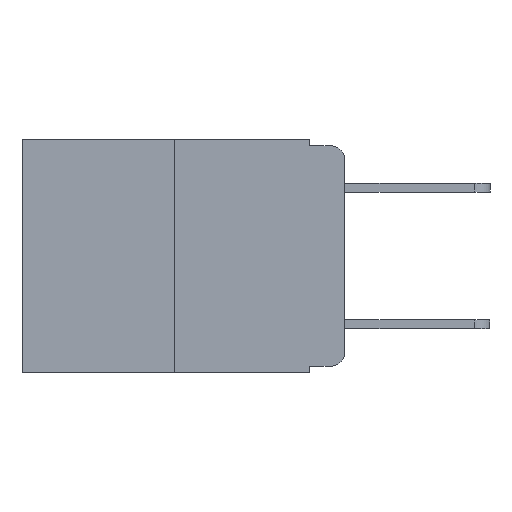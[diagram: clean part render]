
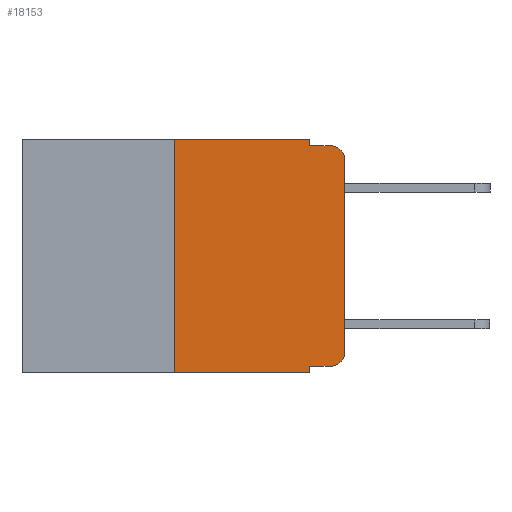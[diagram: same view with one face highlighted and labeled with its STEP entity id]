
A CAD part, left-side view. The second image highlights one B-rep face of the part: STEP entity #18153.
In plain terms, the highlighted planar face has unit normal (-1, 0, 0).
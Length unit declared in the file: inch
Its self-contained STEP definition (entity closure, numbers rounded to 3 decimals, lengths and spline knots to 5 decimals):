
#112 = ORIENTED_EDGE ( 'NONE', *, *, #6147, .F. ) ;
#368 = LINE ( 'NONE', #2866, #4435 ) ;
#518 = DIRECTION ( 'NONE',  ( 0., 0., -1. ) ) ;
#539 = ORIENTED_EDGE ( 'NONE', *, *, #5221, .F. ) ;
#563 = ORIENTED_EDGE ( 'NONE', *, *, #6150, .F. ) ;
#926 = CIRCLE ( 'NONE', #17488, 0.02 ) ;
#1272 = CARTESIAN_POINT ( 'NONE',  ( 0., 0.051, 0. ) ) ;
#1363 = ORIENTED_EDGE ( 'NONE', *, *, #5799, .T. ) ;
#1610 = CARTESIAN_POINT ( 'NONE',  ( 0., 0., -0.03 ) ) ;
#1948 = ORIENTED_EDGE ( 'NONE', *, *, #6183, .F. ) ;
#1988 = ORIENTED_EDGE ( 'NONE', *, *, #6187, .T. ) ;
#2101 = VERTEX_POINT ( 'NONE', #19180 ) ;
#2167 = ORIENTED_EDGE ( 'NONE', *, *, #6212, .T. ) ;
#2464 = CARTESIAN_POINT ( 'NONE',  ( 0., 0.25, -0.343 ) ) ;
#2570 = VECTOR ( 'NONE', #14526, 39.37008 ) ;
#2718 = CARTESIAN_POINT ( 'NONE',  ( 0., 0., -0.313 ) ) ;
#2866 = CARTESIAN_POINT ( 'NONE',  ( 0., 0.051, -0.333 ) ) ;
#2916 = CARTESIAN_POINT ( 'NONE',  ( 0., 0.473, 0. ) ) ;
#2989 = VERTEX_POINT ( 'NONE', #19367 ) ;
#3094 = CIRCLE ( 'NONE', #15578, 0.02 ) ;
#3177 = AXIS2_PLACEMENT_3D ( 'NONE', #19502, #10795, #518 ) ;
#3333 = VERTEX_POINT ( 'NONE', #20126 ) ;
#4056 = VERTEX_POINT ( 'NONE', #15979 ) ;
#4122 = CARTESIAN_POINT ( 'NONE',  ( 0., 0.473, -0.343 ) ) ;
#4435 = VECTOR ( 'NONE', #12022, 39.37008 ) ;
#4591 = DIRECTION ( 'NONE',  ( 0., 0., -1. ) ) ;
#5221 = EDGE_CURVE ( 'NONE', #9243, #3333, #19528, .T. ) ;
#5529 = FACE_OUTER_BOUND ( 'NONE', #18508, .T. ) ;
#5799 = EDGE_CURVE ( 'NONE', #9426, #10372, #19295, .T. ) ;
#6017 = VERTEX_POINT ( 'NONE', #2718 ) ;
#6027 = VECTOR ( 'NONE', #11520, 39.37008 ) ;
#6092 = EDGE_CURVE ( 'NONE', #6017, #8244, #7665, .T. ) ;
#6099 = CARTESIAN_POINT ( 'NONE',  ( 0., 0.051, -0.01 ) ) ;
#6122 = EDGE_CURVE ( 'NONE', #8244, #2101, #3094, .T. ) ;
#6128 = EDGE_CURVE ( 'NONE', #2989, #2101, #8264, .T. ) ;
#6147 = EDGE_CURVE ( 'NONE', #3333, #2989, #15513, .T. ) ;
#6150 = EDGE_CURVE ( 'NONE', #9426, #9243, #18409, .T. ) ;
#6183 = EDGE_CURVE ( 'NONE', #4056, #10372, #9634, .T. ) ;
#6187 = EDGE_CURVE ( 'NONE', #4056, #6639, #368, .T. ) ;
#6212 = EDGE_CURVE ( 'NONE', #6639, #6017, #926, .T. ) ;
#6639 = VERTEX_POINT ( 'NONE', #17973 ) ;
#6761 = DIRECTION ( 'NONE',  ( 0., 0., 1. ) ) ;
#7456 = VECTOR ( 'NONE', #18302, 39.37008 ) ;
#7665 = LINE ( 'NONE', #17239, #19282 ) ;
#8244 = VERTEX_POINT ( 'NONE', #1610 ) ;
#8264 = LINE ( 'NONE', #6099, #2570 ) ;
#8671 = CARTESIAN_POINT ( 'NONE',  ( 0., 0.02, -0.313 ) ) ;
#8722 = DIRECTION ( 'NONE',  ( -1., 0., 0. ) ) ;
#8886 = CARTESIAN_POINT ( 'NONE',  ( 0., 0.02, -0.03 ) ) ;
#9233 = PLANE ( 'NONE',  #3177 ) ;
#9243 = VERTEX_POINT ( 'NONE', #13626 ) ;
#9426 = VERTEX_POINT ( 'NONE', #2464 ) ;
#9634 = LINE ( 'NONE', #10109, #13242 ) ;
#10109 = CARTESIAN_POINT ( 'NONE',  ( 0., 0.051, 0. ) ) ;
#10316 = DIRECTION ( 'NONE',  ( 0., 0., -1. ) ) ;
#10372 = VERTEX_POINT ( 'NONE', #12529 ) ;
#10795 = DIRECTION ( 'NONE',  ( 1., 0., 0. ) ) ;
#11520 = DIRECTION ( 'NONE',  ( 0., 0., -1. ) ) ;
#12022 = DIRECTION ( 'NONE',  ( 0., -1., 0. ) ) ;
#12529 = CARTESIAN_POINT ( 'NONE',  ( 0., 0.051, -0.343 ) ) ;
#13062 = CARTESIAN_POINT ( 'NONE',  ( 0., 0.25, 0. ) ) ;
#13109 = ORIENTED_EDGE ( 'NONE', *, *, #6092, .T. ) ;
#13242 = VECTOR ( 'NONE', #4591, 39.37008 ) ;
#13503 = ORIENTED_EDGE ( 'NONE', *, *, #6122, .T. ) ;
#13626 = CARTESIAN_POINT ( 'NONE',  ( 0., 0.25, 0. ) ) ;
#14523 = ORIENTED_EDGE ( 'NONE', *, *, #6128, .F. ) ;
#14526 = DIRECTION ( 'NONE',  ( 0., -1., 0. ) ) ;
#14696 = DIRECTION ( 'NONE',  ( 0., 0., 1. ) ) ;
#15513 = LINE ( 'NONE', #1272, #6027 ) ;
#15578 = AXIS2_PLACEMENT_3D ( 'NONE', #8886, #8722, #19136 ) ;
#15979 = CARTESIAN_POINT ( 'NONE',  ( 0., 0.051, -0.333 ) ) ;
#17239 = CARTESIAN_POINT ( 'NONE',  ( 0., 0., 0. ) ) ;
#17488 = AXIS2_PLACEMENT_3D ( 'NONE', #8671, #19091, #10316 ) ;
#17624 = DIRECTION ( 'NONE',  ( 0., -1., 0. ) ) ;
#17941 = VECTOR ( 'NONE', #14696, 39.37008 ) ;
#17973 = CARTESIAN_POINT ( 'NONE',  ( 0., 0.02, -0.333 ) ) ;
#18153 = ADVANCED_FACE ( 'NONE', ( #5529 ), #9233, .F. ) ;
#18302 = DIRECTION ( 'NONE',  ( 0., -1., 0. ) ) ;
#18409 = LINE ( 'NONE', #13062, #17941 ) ;
#18424 = VECTOR ( 'NONE', #17624, 39.37008 ) ;
#18508 = EDGE_LOOP ( 'NONE', ( #13109, #13503, #14523, #112, #539, #563, #1363, #1948, #1988, #2167 ) ) ;
#19091 = DIRECTION ( 'NONE',  ( -1., 0., 0. ) ) ;
#19136 = DIRECTION ( 'NONE',  ( 0., 0., -1. ) ) ;
#19180 = CARTESIAN_POINT ( 'NONE',  ( 0., 0.02, -0.01 ) ) ;
#19282 = VECTOR ( 'NONE', #6761, 39.37008 ) ;
#19295 = LINE ( 'NONE', #4122, #18424 ) ;
#19367 = CARTESIAN_POINT ( 'NONE',  ( 0., 0.051, -0.01 ) ) ;
#19502 = CARTESIAN_POINT ( 'NONE',  ( 0., 0.473, 0. ) ) ;
#19528 = LINE ( 'NONE', #2916, #7456 ) ;
#20126 = CARTESIAN_POINT ( 'NONE',  ( 0., 0.051, 0. ) ) ;
